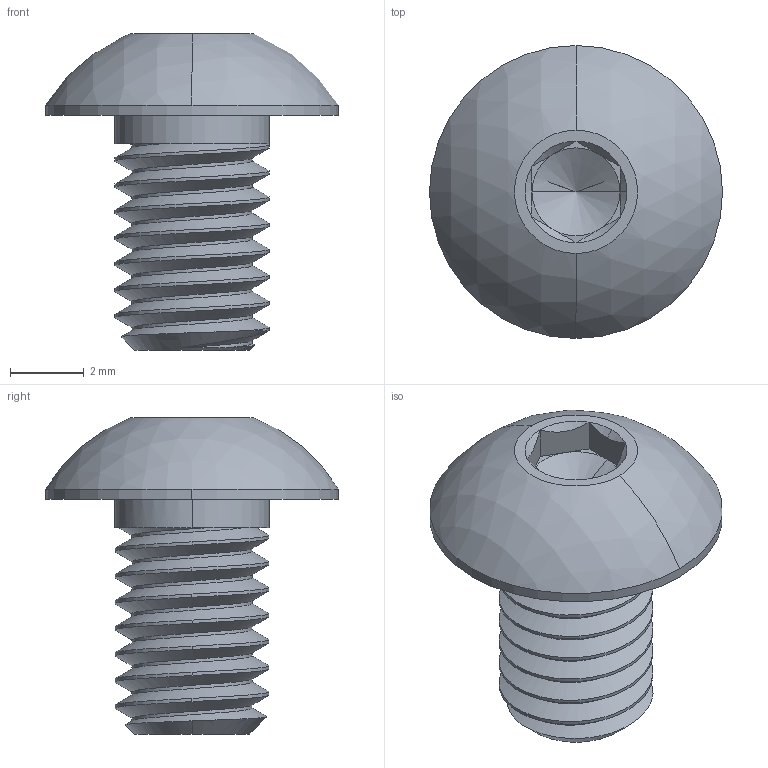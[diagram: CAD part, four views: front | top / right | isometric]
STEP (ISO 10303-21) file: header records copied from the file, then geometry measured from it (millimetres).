
FILE_DESCRIPTION (( 'STEP AP203' ), '1' );
FILE_NAME ('92949A424_18-8 Stainless Steel Button Head Hex Drive Screw.STEP', '2022-09-28T15:16:27', ( 'Administrator' ), ( 'Managed by Terraform' ), 'SwSTEP 2.0', 'SolidWorks 2017', '' );
FILE_SCHEMA (( 'CONFIG_CONTROL_DESIGN' ));
Length unit declared in the file: inch
Products named in the file (1): 92949A424_18-8 Stainless Steel Button Head Hex Drive Screw
Bounding box: 7.92 x 7.92 x 8.56 mm (x, y, z)
Volume: 137.4 mm3; surface area: 262.3 mm2
Topology: 1 solids, 2 shells, 58 faces, 135 edges, 82 vertices
Faces by surface type: cylinder 20, plane 18, cone 11, bspline 7, sphere 2
Entity records: 3856 total; most frequent: CARTESIAN_POINT 2619, ORIENTED_EDGE 266, DIRECTION 214, EDGE_CURVE 133, AXIS2_PLACEMENT_3D 84, VERTEX_POINT 82, EDGE_LOOP 61, FACE_OUTER_BOUND 58
